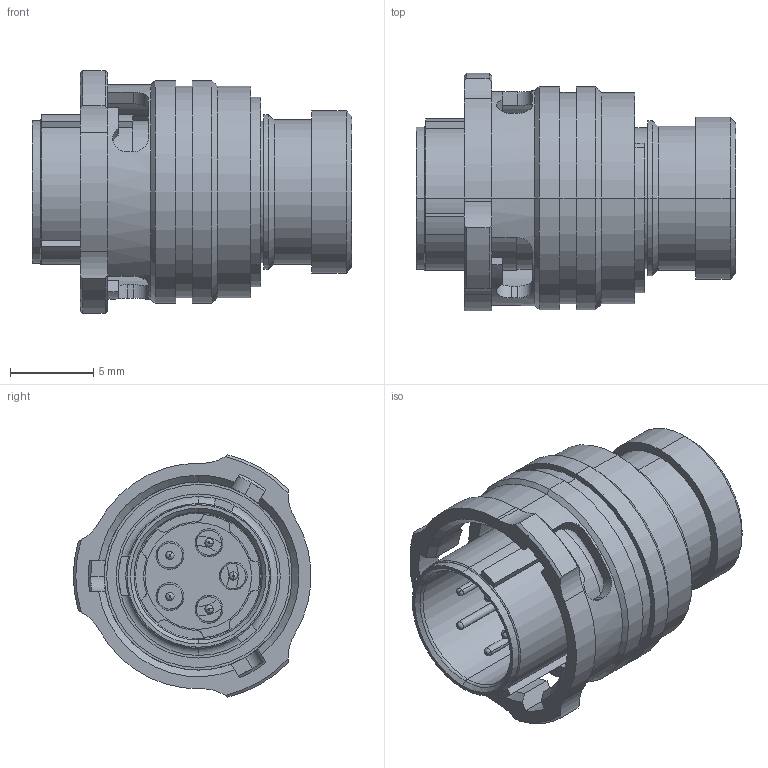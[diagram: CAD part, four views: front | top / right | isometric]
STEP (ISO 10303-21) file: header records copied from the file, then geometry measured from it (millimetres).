
FILE_DESCRIPTION (( 'STEP AP214' ), '1' );
FILE_NAME ('ASL606-05PB.STEP', '2017-09-15T07:44:50', ( '' ), ( '' ), 'SwSTEP 2.0', 'SolidWorks 2015', '' );
FILE_SCHEMA (( 'AUTOMOTIVE_DESIGN' ));
Length unit declared in the file: inch
Products named in the file (1): ASL606-05PB
Bounding box: 19.2 x 14.25 x 14.57 mm (x, y, z)
Volume: 1248.4 mm3; surface area: 2574.6 mm2
Topology: 1 solids, 8 shells, 521 faces, 1190 edges, 742 vertices
Faces by surface type: cylinder 261, plane 130, torus 66, cone 64
Entity records: 21459 total; most frequent: DIRECTION 2899, CARTESIAN_POINT 2773, ORIENTED_EDGE 2380, AXIS2_PLACEMENT_3D 1237, EDGE_CURVE 1190, VERTEX_POINT 742, CIRCLE 715, EDGE_LOOP 596
